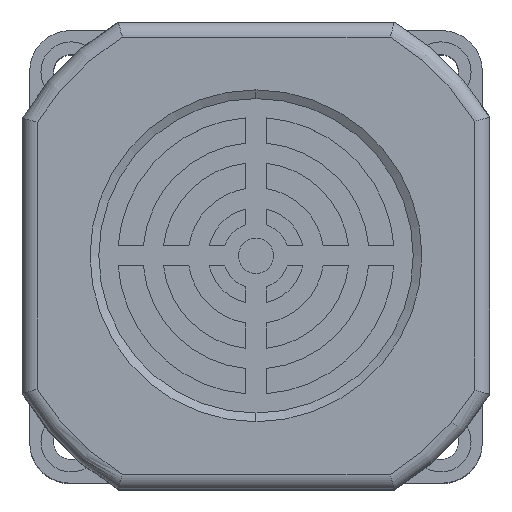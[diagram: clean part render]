
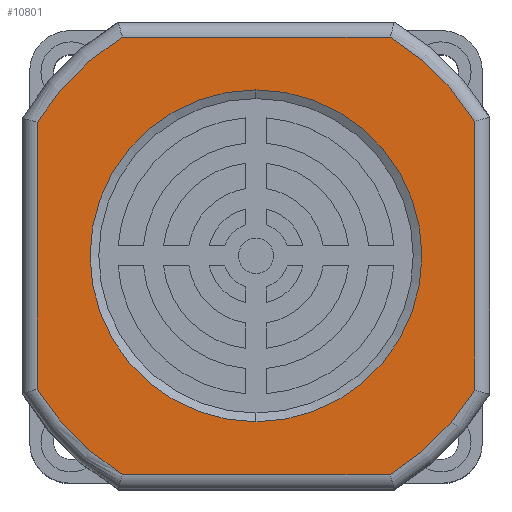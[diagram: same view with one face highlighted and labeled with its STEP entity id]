
A CAD part, top view. The second image highlights one B-rep face of the part: STEP entity #10801.
In plain terms, the highlighted face is planar.
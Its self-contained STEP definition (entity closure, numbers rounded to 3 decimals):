
#264 = ORIENTED_EDGE ( 'NONE', *, *, #9391, .T. ) ;
#291 = CARTESIAN_POINT ( 'NONE',  ( -43.5, 0., -26.54 ) ) ;
#460 = DIRECTION ( 'NONE',  ( 0., -1., 0. ) ) ;
#514 = AXIS2_PLACEMENT_3D ( 'NONE', #11111, #3804, #12323 ) ;
#689 = FACE_BOUND ( 'NONE', #3872, .T. ) ;
#934 = VERTEX_POINT ( 'NONE', #1369 ) ;
#1008 = VECTOR ( 'NONE', #6158, 1000. ) ;
#1310 = CARTESIAN_POINT ( 'NONE',  ( -43.5, 0., 0. ) ) ;
#1316 = LINE ( 'NONE', #1310, #4555 ) ;
#1369 = CARTESIAN_POINT ( 'NONE',  ( 0., 0., 33. ) ) ;
#1542 = DIRECTION ( 'NONE',  ( 0., -1., 0. ) ) ;
#1588 = CARTESIAN_POINT ( 'NONE',  ( 0., 0., 0. ) ) ;
#1595 = VECTOR ( 'NONE', #3437, 1000. ) ;
#1815 = AXIS2_PLACEMENT_3D ( 'NONE', #7733, #460, #8972 ) ;
#2192 = EDGE_CURVE ( 'NONE', #7182, #934, #10402, .T. ) ;
#2292 = CARTESIAN_POINT ( 'NONE',  ( 43.5, 0., 26.705 ) ) ;
#2344 = CARTESIAN_POINT ( 'NONE',  ( 0.05, 0., 0. ) ) ;
#2430 = ORIENTED_EDGE ( 'NONE', *, *, #13080, .F. ) ;
#2807 = DIRECTION ( 'NONE',  ( 0., 0., -1. ) ) ;
#2823 = ORIENTED_EDGE ( 'NONE', *, *, #2192, .F. ) ;
#2928 = CARTESIAN_POINT ( 'NONE',  ( 0.05, 0., 0. ) ) ;
#2960 = CARTESIAN_POINT ( 'NONE',  ( 26.673, 0., 43.5 ) ) ;
#3437 = DIRECTION ( 'NONE',  ( -1., 0., 0. ) ) ;
#3448 = AXIS2_PLACEMENT_3D ( 'NONE', #8836, #1542, #10065 ) ;
#3472 = EDGE_CURVE ( 'NONE', #11288, #12233, #4823, .T. ) ;
#3552 = DIRECTION ( 'NONE',  ( 0., 0., 1. ) ) ;
#3804 = DIRECTION ( 'NONE',  ( 0., -1., 0. ) ) ;
#3872 = EDGE_LOOP ( 'NONE', ( #2823, #2430 ) ) ;
#4555 = VECTOR ( 'NONE', #8594, 1000. ) ;
#4823 = LINE ( 'NONE', #9581, #1595 ) ;
#5194 = CARTESIAN_POINT ( 'NONE',  ( 0.05, 0., -43.5 ) ) ;
#5612 = ORIENTED_EDGE ( 'NONE', *, *, #14506, .T. ) ;
#6158 = DIRECTION ( 'NONE',  ( 0., 0., 1. ) ) ;
#6285 = DIRECTION ( 'NONE',  ( 0., -1., 0. ) ) ;
#6333 = ORIENTED_EDGE ( 'NONE', *, *, #10110, .T. ) ;
#6386 = ORIENTED_EDGE ( 'NONE', *, *, #12961, .T. ) ;
#6397 = VERTEX_POINT ( 'NONE', #2292 ) ;
#6433 = ORIENTED_EDGE ( 'NONE', *, *, #10750, .T. ) ;
#6495 = CARTESIAN_POINT ( 'NONE',  ( -43.5, 0., 26.54 ) ) ;
#6613 = DIRECTION ( 'NONE',  ( 0., 1., 0. ) ) ;
#7030 = EDGE_CURVE ( 'NONE', #11244, #14147, #1316, .T. ) ;
#7182 = VERTEX_POINT ( 'NONE', #10089 ) ;
#7299 = EDGE_LOOP ( 'NONE', ( #8364, #264, #6333, #15011, #6386, #5612, #14873, #6433 ) ) ;
#7733 = CARTESIAN_POINT ( 'NONE',  ( 0.05, 0., 0. ) ) ;
#7885 = CARTESIAN_POINT ( 'NONE',  ( -26.572, 0., 43.5 ) ) ;
#8086 = AXIS2_PLACEMENT_3D ( 'NONE', #2344, #10865, #3552 ) ;
#8364 = ORIENTED_EDGE ( 'NONE', *, *, #7030, .T. ) ;
#8387 = CARTESIAN_POINT ( 'NONE',  ( 26.673, 0., -43.5 ) ) ;
#8594 = DIRECTION ( 'NONE',  ( 0., 0., -1. ) ) ;
#8708 = VERTEX_POINT ( 'NONE', #8387 ) ;
#8836 = CARTESIAN_POINT ( 'NONE',  ( 0., 0., 0. ) ) ;
#8972 = DIRECTION ( 'NONE',  ( 0., 0., 1. ) ) ;
#9168 = AXIS2_PLACEMENT_3D ( 'NONE', #2928, #6613, #15133 ) ;
#9391 = EDGE_CURVE ( 'NONE', #14147, #13637, #12136, .T. ) ;
#9581 = CARTESIAN_POINT ( 'NONE',  ( 0.05, 0., 43.5 ) ) ;
#10010 = EDGE_CURVE ( 'NONE', #8708, #12695, #13853, .T. ) ;
#10065 = DIRECTION ( 'NONE',  ( 0., 0., -1. ) ) ;
#10089 = CARTESIAN_POINT ( 'NONE',  ( 0., 0., -33. ) ) ;
#10110 = EDGE_CURVE ( 'NONE', #13637, #8708, #13088, .T. ) ;
#10111 = DIRECTION ( 'NONE',  ( 0., -1., 0. ) ) ;
#10241 = PLANE ( 'NONE',  #9168 ) ;
#10339 = LINE ( 'NONE', #13464, #1008 ) ;
#10402 = CIRCLE ( 'NONE', #3448, 33. ) ;
#10407 = FACE_OUTER_BOUND ( 'NONE', #7299, .T. ) ;
#10750 = EDGE_CURVE ( 'NONE', #12233, #11244, #10785, .T. ) ;
#10785 = CIRCLE ( 'NONE', #1815, 51. ) ;
#10801 = ADVANCED_FACE ( 'NONE', ( #10407, #689 ), #10241, .F. ) ;
#10865 = DIRECTION ( 'NONE',  ( 0., -1., 0. ) ) ;
#11111 = CARTESIAN_POINT ( 'NONE',  ( 0.05, 0., 0. ) ) ;
#11213 = CARTESIAN_POINT ( 'NONE',  ( -26.572, 0., -43.5 ) ) ;
#11244 = VERTEX_POINT ( 'NONE', #6495 ) ;
#11288 = VERTEX_POINT ( 'NONE', #2960 ) ;
#12029 = CIRCLE ( 'NONE', #12126, 33. ) ;
#12126 = AXIS2_PLACEMENT_3D ( 'NONE', #1588, #10111, #2807 ) ;
#12136 = CIRCLE ( 'NONE', #12823, 51. ) ;
#12233 = VERTEX_POINT ( 'NONE', #7885 ) ;
#12323 = DIRECTION ( 'NONE',  ( 0., 0., 1. ) ) ;
#12405 = CIRCLE ( 'NONE', #8086, 51. ) ;
#12691 = VECTOR ( 'NONE', #13719, 1000. ) ;
#12695 = VERTEX_POINT ( 'NONE', #15339 ) ;
#12823 = AXIS2_PLACEMENT_3D ( 'NONE', #13584, #6285, #14806 ) ;
#12961 = EDGE_CURVE ( 'NONE', #12695, #6397, #10339, .T. ) ;
#13080 = EDGE_CURVE ( 'NONE', #934, #7182, #12029, .T. ) ;
#13088 = LINE ( 'NONE', #5194, #12691 ) ;
#13464 = CARTESIAN_POINT ( 'NONE',  ( 43.5, 0., 0. ) ) ;
#13584 = CARTESIAN_POINT ( 'NONE',  ( 0.05, 0., 0. ) ) ;
#13637 = VERTEX_POINT ( 'NONE', #11213 ) ;
#13719 = DIRECTION ( 'NONE',  ( 1., 0., 0. ) ) ;
#13853 = CIRCLE ( 'NONE', #514, 51. ) ;
#14147 = VERTEX_POINT ( 'NONE', #291 ) ;
#14506 = EDGE_CURVE ( 'NONE', #6397, #11288, #12405, .T. ) ;
#14806 = DIRECTION ( 'NONE',  ( 0., 0., 1. ) ) ;
#14873 = ORIENTED_EDGE ( 'NONE', *, *, #3472, .T. ) ;
#15011 = ORIENTED_EDGE ( 'NONE', *, *, #10010, .T. ) ;
#15133 = DIRECTION ( 'NONE',  ( 0., 0., 1. ) ) ;
#15339 = CARTESIAN_POINT ( 'NONE',  ( 43.5, 0., -26.705 ) ) ;
